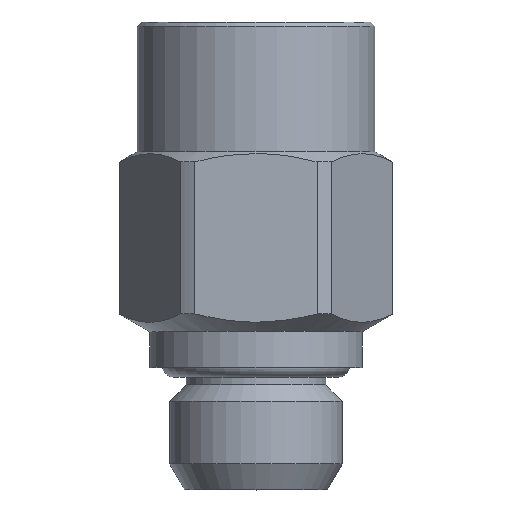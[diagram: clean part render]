
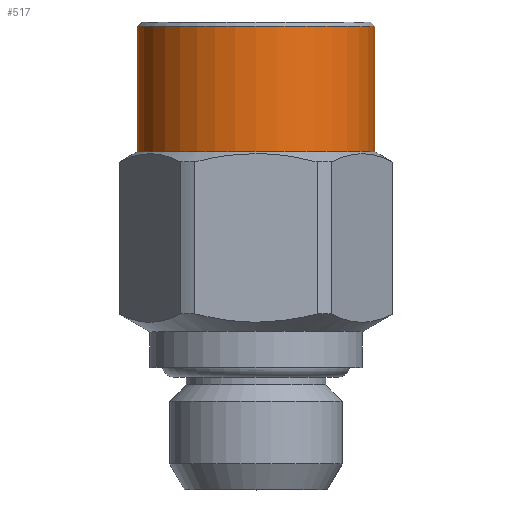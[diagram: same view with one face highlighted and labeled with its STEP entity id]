
A CAD part, top view. The second image highlights one B-rep face of the part: STEP entity #517.
In plain terms, the highlighted cylindrical face has radius 8.25 mm (diameter 16.5 mm), a full revolution.
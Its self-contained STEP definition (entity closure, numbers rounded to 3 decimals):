
#517 = ADVANCED_FACE( 'NONE', ( #1094, #1095 ), #1096, .T. );
#1094 = FACE_OUTER_BOUND( '', #3610, .T. );
#1095 = FACE_OUTER_BOUND( '', #3611, .T. );
#1096 = CYLINDRICAL_SURFACE( '', #3612, 8.25 );
#3610 = EDGE_LOOP( '', ( #5155 ) );
#3611 = EDGE_LOOP( '', ( #5156 ) );
#3612 = AXIS2_PLACEMENT_3D( '', #5157, #5158, #5159 );
#5155 = ORIENTED_EDGE( '', *, *, #5756, .F. );
#5156 = ORIENTED_EDGE( '', *, *, #5883, .T. );
#5157 = CARTESIAN_POINT( '', ( 0., 0., 0. ) );
#5158 = DIRECTION( '', ( 0., 1., 0. ) );
#5159 = DIRECTION( '', ( 0., 0., -1. ) );
#5756 = EDGE_CURVE( 'NONE', #6635, #6635, #6636, .T. );
#5883 = EDGE_CURVE( 'NONE', #6796, #6796, #6797, .T. );
#6635 = VERTEX_POINT( '', #9403 );
#6636 = CIRCLE( '', #9404, 8.25 );
#6796 = VERTEX_POINT( '', #10068 );
#6797 = CIRCLE( '', #10069, 8.25 );
#9403 = CARTESIAN_POINT( '', ( 0., 23.5, -8.25 ) );
#9404 = AXIS2_PLACEMENT_3D( '', #10481, #10482, #10483 );
#10068 = CARTESIAN_POINT( '', ( 0., 32.2, -8.25 ) );
#10069 = AXIS2_PLACEMENT_3D( '', #10534, #10535, #10536 );
#10481 = CARTESIAN_POINT( '', ( 0., 23.5, 0. ) );
#10482 = DIRECTION( '', ( 0., -1., 0. ) );
#10483 = DIRECTION( '', ( 0., 0., -1. ) );
#10534 = CARTESIAN_POINT( '', ( 0., 32.2, 0. ) );
#10535 = DIRECTION( '', ( 0., -1., 0. ) );
#10536 = DIRECTION( '', ( 0., 0., -1. ) );
